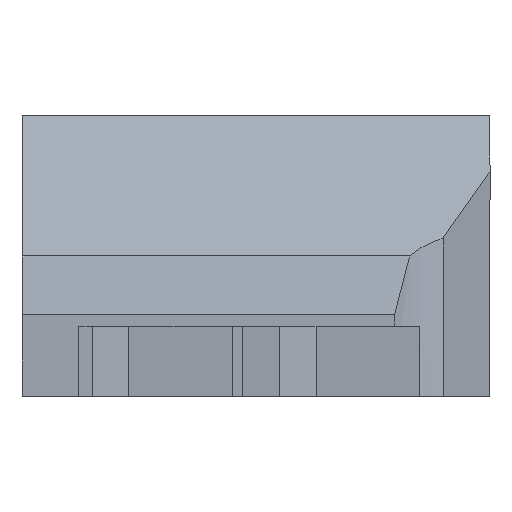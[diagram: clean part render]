
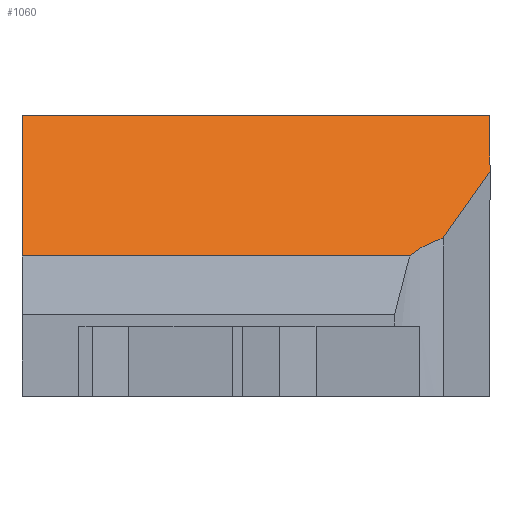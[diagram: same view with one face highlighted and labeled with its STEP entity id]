
A CAD part, left-side view. The second image highlights one B-rep face of the part: STEP entity #1060.
In plain terms, the highlighted planar face has unit normal (-0.707, 0, 0.707).
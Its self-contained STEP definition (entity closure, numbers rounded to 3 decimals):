
#22 = CARTESIAN_POINT ( 'NONE',  ( -99.33, 141.389, 6. ) ) ;
#63 = DIRECTION ( 'NONE',  ( 0.634, -0.444, 0.634 ) ) ;
#139 = ORIENTED_EDGE ( 'NONE', *, *, #775, .T. ) ;
#140 = CARTESIAN_POINT ( 'NONE',  ( -96.665, 10., 8.665 ) ) ;
#196 = VECTOR ( 'NONE', #1902, 1000. ) ;
#244 = EDGE_CURVE ( 'NONE', #403, #3235, #923, .T. ) ;
#263 = ORIENTED_EDGE ( 'NONE', *, *, #2380, .T. ) ;
#297 = LINE ( 'NONE', #2259, #196 ) ;
#309 = DIRECTION ( 'NONE',  ( -0.707, 0., -0.707 ) ) ;
#337 = CARTESIAN_POINT ( 'NONE',  ( -99.33, -6.563, 6. ) ) ;
#403 = VERTEX_POINT ( 'NONE', #1439 ) ;
#564 = VERTEX_POINT ( 'NONE', #337 ) ;
#653 = CARTESIAN_POINT ( 'NONE',  ( -98.56, -8., 6.77 ) ) ;
#679 = VECTOR ( 'NONE', #2962, 1000. ) ;
#712 = CARTESIAN_POINT ( 'NONE',  ( -154.327, 31.048, -48.996 ) ) ;
#744 = EDGE_CURVE ( 'NONE', #2851, #403, #942, .T. ) ;
#775 = EDGE_CURVE ( 'NONE', #564, #2851, #2949, .T. ) ;
#857 = ORIENTED_EDGE ( 'NONE', *, *, #3140, .T. ) ;
#920 = CARTESIAN_POINT ( 'NONE',  ( -96.665, -10., 8.665 ) ) ;
#923 = LINE ( 'NONE', #920, #1414 ) ;
#942 = LINE ( 'NONE', #712, #3563 ) ;
#1060 = ADVANCED_FACE ( 'NONE', ( #3045 ), #2385, .T. ) ;
#1363 = ORIENTED_EDGE ( 'NONE', *, *, #244, .T. ) ;
#1388 = CARTESIAN_POINT ( 'NONE',  ( -98.56, -8., 6.77 ) ) ;
#1389 = ORIENTED_EDGE ( 'NONE', *, *, #2270, .F. ) ;
#1414 = VECTOR ( 'NONE', #2894, 1000. ) ;
#1439 = CARTESIAN_POINT ( 'NONE',  ( -95.704, -10., 9.626 ) ) ;
#1528 = VERTEX_POINT ( 'NONE', #2490 ) ;
#1773 = VERTEX_POINT ( 'NONE', #2168 ) ;
#1902 = DIRECTION ( 'NONE',  ( 0., -1., 0. ) ) ;
#1980 = DIRECTION ( 'NONE',  ( -0.707, 0., 0.707 ) ) ;
#2137 = CARTESIAN_POINT ( 'NONE',  ( -99.33, -6.563, 6. ) ) ;
#2168 = CARTESIAN_POINT ( 'NONE',  ( -99.33, 10., 6. ) ) ;
#2259 = CARTESIAN_POINT ( 'NONE',  ( -93.33, 141.389, 12. ) ) ;
#2270 = EDGE_CURVE ( 'NONE', #1528, #3235, #297, .T. ) ;
#2380 = EDGE_CURVE ( 'NONE', #1773, #564, #3272, .T. ) ;
#2385 = PLANE ( 'NONE',  #3221 ) ;
#2400 = DIRECTION ( 'NONE',  ( -0.707, 0., -0.707 ) ) ;
#2424 = LINE ( 'NONE', #140, #2869 ) ;
#2490 = CARTESIAN_POINT ( 'NONE',  ( -93.33, 10., 12. ) ) ;
#2583 = ORIENTED_EDGE ( 'NONE', *, *, #744, .T. ) ;
#2672 = CARTESIAN_POINT ( 'NONE',  ( -93.33, -10., 12. ) ) ;
#2851 = VERTEX_POINT ( 'NONE', #1388 ) ;
#2869 = VECTOR ( 'NONE', #2400, 1000. ) ;
#2894 = DIRECTION ( 'NONE',  ( 0.707, 0., 0.707 ) ) ;
#2949 =( BOUNDED_CURVE ( )  B_SPLINE_CURVE ( 3, ( #2137, #2990, #3175, #653 ),
 .UNSPECIFIED., .F., .F. ) 
 B_SPLINE_CURVE_WITH_KNOTS ( ( 4, 4 ),
 ( 5.591, 5.991 ),
 .UNSPECIFIED. ) 
 CURVE ( )  GEOMETRIC_REPRESENTATION_ITEM ( )  RATIONAL_B_SPLINE_CURVE ( ( 1., 0.987, 0.987, 1. ) ) 
 REPRESENTATION_ITEM ( '' )  );
#2962 = DIRECTION ( 'NONE',  ( 0., -1., 0. ) ) ;
#2990 = CARTESIAN_POINT ( 'NONE',  ( -98.979, -6.987, 6.351 ) ) ;
#3045 = FACE_OUTER_BOUND ( 'NONE', #3455, .T. ) ;
#3140 = EDGE_CURVE ( 'NONE', #1528, #1773, #2424, .T. ) ;
#3145 = CARTESIAN_POINT ( 'NONE',  ( -99.33, 141.389, 6. ) ) ;
#3175 = CARTESIAN_POINT ( 'NONE',  ( -98.718, -7.473, 6.612 ) ) ;
#3221 = AXIS2_PLACEMENT_3D ( 'NONE', #22, #1980, #309 ) ;
#3235 = VERTEX_POINT ( 'NONE', #2672 ) ;
#3272 = LINE ( 'NONE', #3145, #679 ) ;
#3455 = EDGE_LOOP ( 'NONE', ( #857, #263, #139, #2583, #1363, #1389 ) ) ;
#3563 = VECTOR ( 'NONE', #63, 1000. ) ;
